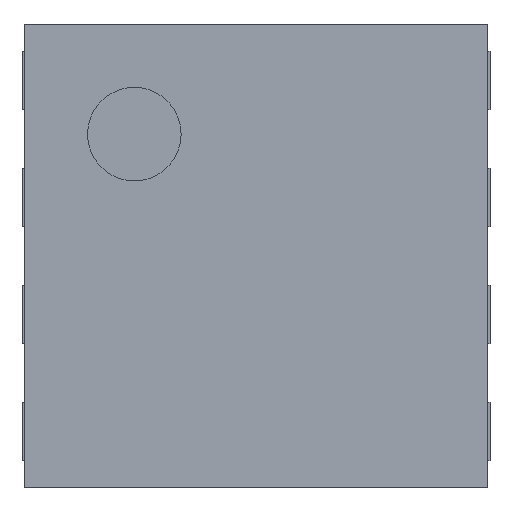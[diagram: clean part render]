
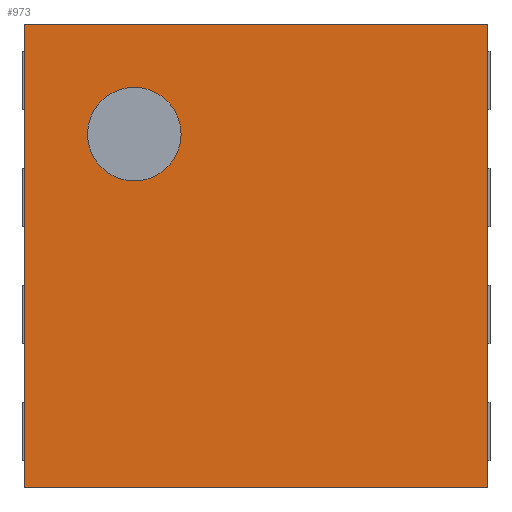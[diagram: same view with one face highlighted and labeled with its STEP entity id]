
A CAD part, top view. The second image highlights one B-rep face of the part: STEP entity #973.
In plain terms, the highlighted planar face has unit normal (0, 0, 1).
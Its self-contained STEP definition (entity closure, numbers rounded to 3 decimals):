
#13=DIRECTION('',(0.,0.,1.));
#153=VECTOR('',#154,1.);
#154=DIRECTION('',(0.,-1.,0.));
#160=VECTOR('',#161,1.);
#161=DIRECTION('',(1.,0.,0.));
#182=DIRECTION('',(0.,0.,-1.));
#349=VERTEX_POINT('',#350);
#350=CARTESIAN_POINT('',(0.99,0.99,0.92));
#353=EDGE_CURVE('',#349,#354,#356,.T.);
#354=VERTEX_POINT('',#355);
#355=CARTESIAN_POINT('',(0.99,-0.99,0.92));
#356=LINE('',#350,#153);
#429=VERTEX_POINT('',#430);
#430=CARTESIAN_POINT('',(-0.99,0.99,0.92));
#433=ORIENTED_EDGE('',*,*,#434,.F.);
#434=EDGE_CURVE('',#429,#349,#435,.T.);
#435=LINE('',#430,#160);
#467=ORIENTED_EDGE('',*,*,#468,.T.);
#468=EDGE_CURVE('',#429,#469,#471,.T.);
#469=VERTEX_POINT('',#470);
#470=CARTESIAN_POINT('',(-0.99,-0.99,0.92));
#471=LINE('',#430,#153);
#969=EDGE_CURVE('',#469,#354,#970,.T.);
#970=LINE('',#470,#160);
#973=ADVANCED_FACE('',(#974,#978),#987,.T.);
#974=FACE_BOUND('',#975,.T.);
#975=EDGE_LOOP('',(#433,#467,#976,#977));
#976=ORIENTED_EDGE('',*,*,#969,.T.);
#977=ORIENTED_EDGE('',*,*,#353,.F.);
#978=FACE_BOUND('',#979,.T.);
#979=EDGE_LOOP('',(#980));
#980=ORIENTED_EDGE('',*,*,#981,.T.);
#981=EDGE_CURVE('',#982,#982,#984,.T.);
#982=VERTEX_POINT('',#983);
#983=CARTESIAN_POINT('',(-0.52,0.32,0.92));
#984=CIRCLE('',#985,0.2);
#985=AXIS2_PLACEMENT_3D('',#986,#182,#154);
#986=CARTESIAN_POINT('',(-0.52,0.52,0.92));
#987=PLANE('',#988);
#988=AXIS2_PLACEMENT_3D('',#430,#13,#154);
